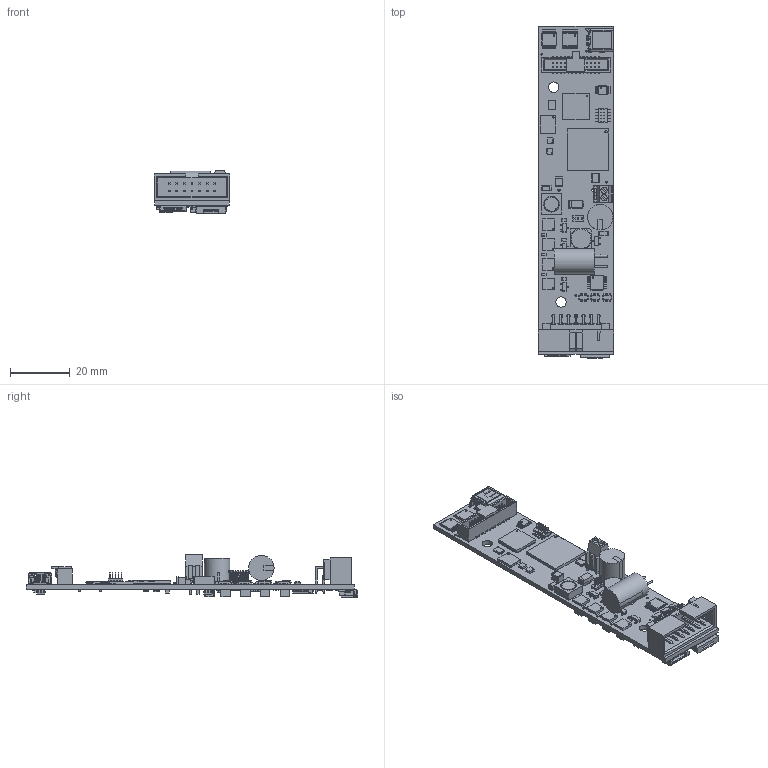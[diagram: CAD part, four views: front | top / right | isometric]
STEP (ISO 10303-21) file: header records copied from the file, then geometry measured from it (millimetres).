
FILE_DESCRIPTION(('KiCad electronic assembly'),'2;1');
FILE_NAME('XD-OEM_Rev10b.step','2024-07-09T11:22:00',('Pcbnew'),('Kicad' ),'Open CASCADE STEP processor 7.8','KiCad to STEP converter', 'Unknown');
FILE_SCHEMA(('AUTOMOTIVE_DESIGN { 1 0 10303 214 1 1 1 1 }'));
Length unit declared in the file: millimetre
Products named in the file (86): XD-OEM_Rev10b 1; NSR20F30NXT5G; DFN-8-1EP_4x4mm_P0.8mm_EP2.5x3.6mm; DFN-8-1EP_4x4mm_Pitch0.8mm; PinHeader_2x05_P1.00mm_Vertical_SMD; PinHeader_2x05_P100mm_Vertical_SMD; WSON-6-1EP_2x2mm_P0.65mm_EP1x1.6mm; WSON_6_1EP_2x2mm_P065mm_EP1x16mm; TSOP-6_1.65x3.05mm_P0.95mm; TSOP_6_165x305mm_P095mm; CAP_L_8X11P5_RUB; part; PinHeader_1x03_P1.27mm_Vertical; PinHeader_1x03_P127mm_Vertical; D_SOD-123F; D_SOD_123F; c-282834-2-c-3d; C-282834-2; Crystal_SMD_3225-4Pin_3.2x2.5mm; C_1206_3216Metric; SOT-23; SOT_23; 54819-0589; 548190589; TSSOP-8_3x3mm_P0.65mm; TSSOP_8_3x3mm_P065mm; D_SMA; TSSOP-14_4.4x5mm_P0.65mm; TSSOP_14_44x5mm_P065mm; SDR7045-101K; SDR7045; C_1210_3225Metric; 70247-1451; 702471451; QFN-64-1EP_9x9mm_P0.5mm_EP7.5x7.5mm; QFN_64_1EP_9x9mm_P05mm_EP75x75mm; srr6028; SRR6028; R_1206_3216Metric; DFN-8-1EP_6x5mm_P1.27mm_EP4x4mm ...
Assembly tree (129 placements, depth 3):
  XD-OEM_Rev10b 1
    NSR20F30NXT5G  x8
      NSR20F30NXT5G
    DFN-8-1EP_4x4mm_P0.8mm_EP2.5x3.6mm  x4
      DFN-8-1EP_4x4mm_Pitch0.8mm
    PinHeader_2x05_P1.00mm_Vertical_SMD
      PinHeader_2x05_P100mm_Vertical_SMD
    WSON-6-1EP_2x2mm_P0.65mm_EP1x1.6mm  x4
      WSON_6_1EP_2x2mm_P065mm_EP1x16mm
    TSOP-6_1.65x3.05mm_P0.95mm  x3
      TSOP_6_165x305mm_P095mm
    CAP_L_8X11P5_RUB
      part
    PinHeader_1x03_P1.27mm_Vertical
      PinHeader_1x03_P127mm_Vertical
    D_SOD-123F
      D_SOD_123F
    c-282834-2-c-3d
      C-282834-2
    Crystal_SMD_3225-4Pin_3.2x2.5mm  x2
      Crystal_SMD_3225-4Pin_3.2x2.5mm
    CAP_L_8X11P5_RUB
      part
    C_1206_3216Metric
      C_1206_3216Metric
    SOT-23  x9
      SOT_23
    54819-0589
      548190589
    TSSOP-8_3x3mm_P0.65mm
      TSSOP_8_3x3mm_P065mm
    D_SMA
      D_SMA
    TSSOP-14_4.4x5mm_P0.65mm  x2
      TSSOP_14_44x5mm_P065mm
    SDR7045-101K
      SDR7045
    C_1210_3225Metric
      C_1210_3225Metric
    70247-1451
      702471451
    QFN-64-1EP_9x9mm_P0.5mm_EP7.5x7.5mm
      QFN_64_1EP_9x9mm_P05mm_EP75x75mm
    srr6028
      SRR6028
    R_1206_3216Metric
      R_1206_3216Metric
    DFN-8-1EP_6x5mm_P1.27mm_EP4x4mm
      DFN-8-1EP_6x5mm_Pitch1.27mm
    3220-26-0300-00-TR
      3220-26-0300-00-TR
    TSSOP-16_4.4x5mm_P0.65mm
      TSSOP_16_44x5mm_P065mm
    BGA-256_14.0x14.0mm_Layout16x16_P0.8mm_Ball0.45mm_Pad0.32mm_NSMD
      BGA_256_140x140mm_Layout16x16_P08mm_Ball045mm_Pad032mm_NSMD
    L_0603_1608Metric  x4
      L_0603_1608Metric
    R_0402_1005Metric  x8
      R_0402_1005Metric
    C_0805_2012Metric
Bounding box: 25.4 x 111.26 x 14.4 mm (x, y, z)
Volume: 8512.4 mm3; surface area: 15038.1 mm2
Topology: 137 solids, 137 shells, 8231 faces, 21538 edges, 13748 vertices
Faces by surface type: plane 5890, cylinder 1321, bspline 884, sphere 124, cone 12
Full cylindrical faces by diameter (mm): 0.1 x3, 0.25 x4, 0.4 x1, 0.5 x13, 0.61 x2, 0.65 x3, 0.7 x2, 0.8 x5, 0.9 x2, 1.1 x16, 3.5 x2, 8.509 x1
Entity records: 211868 total; most frequent: CARTESIAN_POINT 45750, ORIENTED_EDGE 30142, DIRECTION 26595, EDGE_CURVE 15071, LINE 12507, VECTOR 12507, VERTEX_POINT 9694, AXIS2_PLACEMENT_3D 7044
